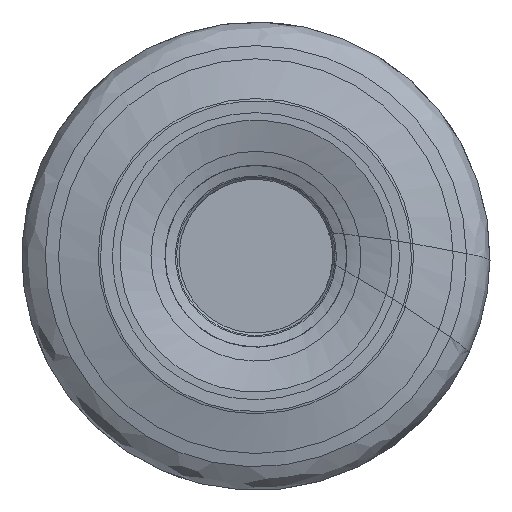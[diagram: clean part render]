
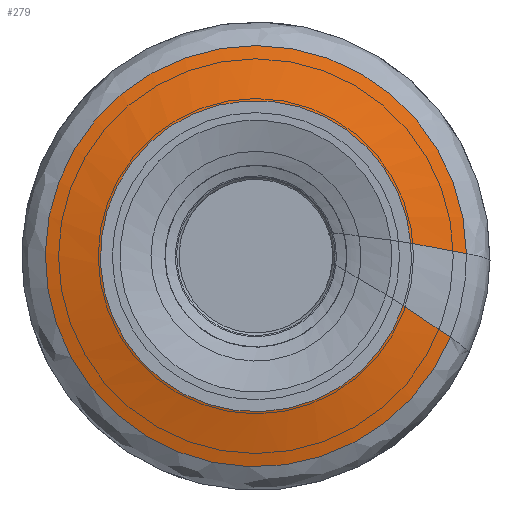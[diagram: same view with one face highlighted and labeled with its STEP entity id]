
A CAD part, left-side view. The second image highlights one B-rep face of the part: STEP entity #279.
In plain terms, the highlighted free-form (B-spline) face has degree [1, 3] with [2, 7] control points.
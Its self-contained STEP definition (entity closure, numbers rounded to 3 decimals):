
#83=(
BOUNDED_SURFACE()
B_SPLINE_SURFACE(1,3,((#1883,#1884,#1885,#1886,#1887,#1888,#1889),(#1890,
#1891,#1892,#1893,#1894,#1895,#1896)),.UNSPECIFIED.,.F.,.F.,.F.)
B_SPLINE_SURFACE_WITH_KNOTS((2,2),(4,3,4),(0.,1.),(0.,0.5,1.),
 .UNSPECIFIED.)
GEOMETRIC_REPRESENTATION_ITEM()
RATIONAL_B_SPLINE_SURFACE(((1.,0.401,0.401,1.,0.401,
0.401,1.),(1.,0.401,0.401,1.,0.401,
0.401,1.)))
REPRESENTATION_ITEM('')
SURFACE()
);
#108=LINE('',#1479,#136);
#109=LINE('',#1480,#137);
#136=VECTOR('',#1094,1.);
#137=VECTOR('',#1095,1.);
#279=ADVANCED_FACE('',(#331),#83,.F.);
#331=FACE_OUTER_BOUND('',#411,.T.);
#411=EDGE_LOOP('',(#584,#585,#586,#587));
#584=ORIENTED_EDGE('',*,*,#757,.F.);
#585=ORIENTED_EDGE('',*,*,#812,.F.);
#586=ORIENTED_EDGE('',*,*,#758,.F.);
#587=ORIENTED_EDGE('',*,*,#811,.T.);
#682=VERTEX_POINT('',#1464);
#683=VERTEX_POINT('',#1465);
#684=VERTEX_POINT('',#1477);
#685=VERTEX_POINT('',#1478);
#757=EDGE_CURVE('',#684,#682,#108,.T.);
#758=EDGE_CURVE('',#683,#685,#109,.T.);
#811=EDGE_CURVE('',#683,#682,#875,.T.);
#812=EDGE_CURVE('',#685,#684,#876,.T.);
#875=CIRCLE('',#972,5.645);
#876=CIRCLE('',#973,7.645);
#972=AXIS2_PLACEMENT_3D('',#1867,#1182,#1183);
#973=AXIS2_PLACEMENT_3D('',#1882,#1184,#1185);
#1094=DIRECTION('',(-0.249,0.952,0.177));
#1095=DIRECTION('',(0.249,-0.804,-0.54));
#1182=DIRECTION('',(1.,0.,0.));
#1183=DIRECTION('',(0.,-0.948,-0.318));
#1184=DIRECTION('',(1.,0.,0.));
#1185=DIRECTION('',(0.,-0.923,-0.385));
#1464=CARTESIAN_POINT('',(0.,-5.626,0.47));
#1465=CARTESIAN_POINT('',(0.,-5.352,-1.796));
#1477=CARTESIAN_POINT('',(0.528,-7.645,0.094));
#1478=CARTESIAN_POINT('',(0.528,-7.057,-2.94));
#1479=CARTESIAN_POINT('',(0.,-5.626,0.47));
#1480=CARTESIAN_POINT('',(0.,-5.352,-1.796));
#1867=CARTESIAN_POINT('',(0.,0.,0.));
#1882=CARTESIAN_POINT('',(0.528,0.,0.));
#1883=CARTESIAN_POINT('',(0.,-5.352,-1.796));
#1884=CARTESIAN_POINT('',(0.,-2.383,-10.647));
#1885=CARTESIAN_POINT('',(0.,6.724,-8.591));
#1886=CARTESIAN_POINT('',(0.,5.605,0.677));
#1887=CARTESIAN_POINT('',(0.,4.485,9.945));
#1888=CARTESIAN_POINT('',(0.,-4.849,9.773));
#1889=CARTESIAN_POINT('',(0.,-5.626,0.47));
#1890=CARTESIAN_POINT('',(0.528,-7.057,-2.94));
#1891=CARTESIAN_POINT('',(0.528,-2.195,-14.611));
#1892=CARTESIAN_POINT('',(0.528,9.909,-10.959));
#1893=CARTESIAN_POINT('',(0.528,7.506,1.453));
#1894=CARTESIAN_POINT('',(0.528,5.103,13.866));
#1895=CARTESIAN_POINT('',(0.528,-7.489,12.736));
#1896=CARTESIAN_POINT('',(0.528,-7.645,0.094));
